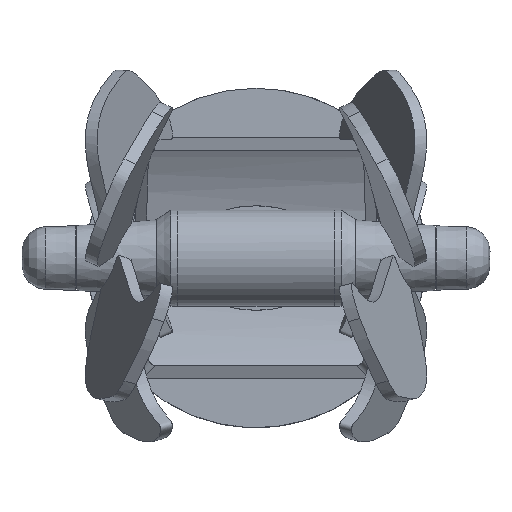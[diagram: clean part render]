
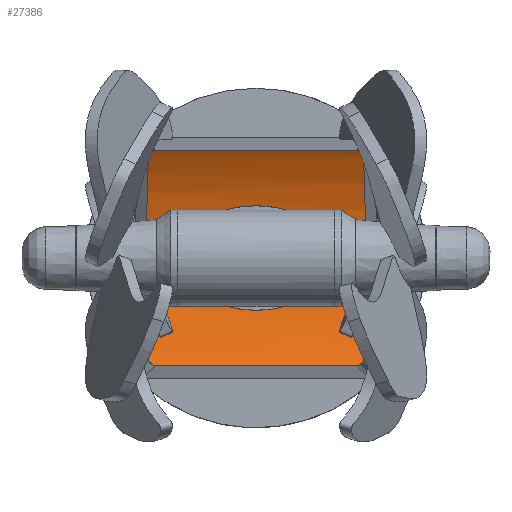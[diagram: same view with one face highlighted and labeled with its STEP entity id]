
A CAD part, front view. The second image highlights one B-rep face of the part: STEP entity #27386.
In plain terms, the highlighted cylindrical face has radius 160 mm (diameter 320 mm), a partial arc.
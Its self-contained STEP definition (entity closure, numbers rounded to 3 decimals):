
#105=CYLINDRICAL_SURFACE('',#28874,160.);
#2897=LINE('',#45571,#4958);
#2898=LINE('',#45597,#4959);
#4958=VECTOR('',#32733,10.);
#4959=VECTOR('',#32736,10.);
#6886=FACE_OUTER_BOUND('',#8418,.T.);
#8418=EDGE_LOOP('',(#19269,#19270,#19271,#19272,#19273,#19274,#19275,#19276));
#9839=B_SPLINE_CURVE_WITH_KNOTS('',3,(#45560,#45561,#45562,#45563,#45564,
#45565,#45566,#45567,#45568,#45569),.UNSPECIFIED.,.F.,.F.,(4,2,2,2,4),(1.581,
1.776,1.971,2.177,2.379),
 .UNSPECIFIED.);
#9840=B_SPLINE_CURVE_WITH_KNOTS('',3,(#45573,#45574,#45575,#45576,#45577,
#45578,#45579,#45580,#45581,#45582),.UNSPECIFIED.,.F.,.F.,(4,2,2,2,4),(0.785,
0.991,1.202,1.392,1.583),
 .UNSPECIFIED.);
#9841=B_SPLINE_CURVE_WITH_KNOTS('',3,(#45586,#45587,#45588,#45589,#45590,
#45591,#45592,#45593,#45594,#45595),.UNSPECIFIED.,.F.,.F.,(4,2,2,2,4),(0.,
0.195,0.391,0.596,0.798),
 .UNSPECIFIED.);
#9842=B_SPLINE_CURVE_WITH_KNOTS('',3,(#45599,#45600,#45601,#45602,#45603,
#45604,#45605,#45606,#45607,#45608),.UNSPECIFIED.,.F.,.F.,(4,2,2,2,4),(2.365,
2.567,2.772,2.968,3.163),
 .UNSPECIFIED.);
#10063=ELLIPSE('',#28875,160.54,160.);
#10064=ELLIPSE('',#28876,160.54,160.);
#10976=VERTEX_POINT('',#45558);
#10977=VERTEX_POINT('',#45559);
#10978=VERTEX_POINT('',#45570);
#10979=VERTEX_POINT('',#45572);
#10980=VERTEX_POINT('',#45583);
#10981=VERTEX_POINT('',#45585);
#10982=VERTEX_POINT('',#45596);
#10983=VERTEX_POINT('',#45598);
#14018=EDGE_CURVE('',#10976,#10977,#9839,.T.);
#14019=EDGE_CURVE('',#10978,#10976,#2897,.T.);
#14020=EDGE_CURVE('',#10979,#10978,#9840,.T.);
#14021=EDGE_CURVE('',#10980,#10979,#10063,.T.);
#14022=EDGE_CURVE('',#10981,#10980,#9841,.T.);
#14023=EDGE_CURVE('',#10982,#10981,#2898,.T.);
#14024=EDGE_CURVE('',#10983,#10982,#9842,.T.);
#14025=EDGE_CURVE('',#10977,#10983,#10064,.T.);
#19269=ORIENTED_EDGE('',*,*,#14018,.F.);
#19270=ORIENTED_EDGE('',*,*,#14019,.F.);
#19271=ORIENTED_EDGE('',*,*,#14020,.F.);
#19272=ORIENTED_EDGE('',*,*,#14021,.F.);
#19273=ORIENTED_EDGE('',*,*,#14022,.F.);
#19274=ORIENTED_EDGE('',*,*,#14023,.F.);
#19275=ORIENTED_EDGE('',*,*,#14024,.F.);
#19276=ORIENTED_EDGE('',*,*,#14025,.F.);
#27386=ADVANCED_FACE('',(#6886),#105,.F.);
#28874=AXIS2_PLACEMENT_3D('',#45557,#32731,#32732);
#28875=AXIS2_PLACEMENT_3D('',#45584,#32734,#32735);
#28876=AXIS2_PLACEMENT_3D('',#45609,#32737,#32738);
#32731=DIRECTION('center_axis',(1.,0.,0.));
#32732=DIRECTION('ref_axis',(0.,-0.861,0.509));
#32733=DIRECTION('',(1.,0.,0.));
#32734=DIRECTION('center_axis',(0.997,0.082,0.));
#32735=DIRECTION('ref_axis',(0.082,-0.997,0.));
#32736=DIRECTION('',(-1.,0.,0.));
#32737=DIRECTION('center_axis',(-0.997,0.082,0.));
#32738=DIRECTION('ref_axis',(-0.082,-0.997,0.));
#45557=CARTESIAN_POINT('Origin',(-110.6,0.,
0.));
#45558=CARTESIAN_POINT('',(-34.113,137.705,81.47));
#45559=CARTESIAN_POINT('',(-28.907,140.412,76.71));
#45560=CARTESIAN_POINT('Ctrl Pts',(-34.113,137.705,81.47));
#45561=CARTESIAN_POINT('Ctrl Pts',(-33.462,137.705,81.47));
#45562=CARTESIAN_POINT('Ctrl Pts',(-32.775,137.781,81.342));
#45563=CARTESIAN_POINT('Ctrl Pts',(-31.521,138.072,80.846));
#45564=CARTESIAN_POINT('Ctrl Pts',(-30.955,138.287,80.479));
#45565=CARTESIAN_POINT('Ctrl Pts',(-30.038,138.774,79.637));
#45566=CARTESIAN_POINT('Ctrl Pts',(-29.633,139.084,79.096));
#45567=CARTESIAN_POINT('Ctrl Pts',(-29.083,139.742,77.927));
#45568=CARTESIAN_POINT('Ctrl Pts',(-28.934,140.089,77.301));
#45569=CARTESIAN_POINT('Ctrl Pts',(-28.907,140.412,76.71));
#45570=CARTESIAN_POINT('',(-187.087,137.705,81.47));
#45571=CARTESIAN_POINT('',(-156.35,137.705,81.47));
#45572=CARTESIAN_POINT('',(-192.293,140.412,76.71));
#45573=CARTESIAN_POINT('Ctrl Pts',(-192.293,140.412,76.71));
#45574=CARTESIAN_POINT('Ctrl Pts',(-192.266,140.081,77.315));
#45575=CARTESIAN_POINT('Ctrl Pts',(-192.11,139.726,77.956));
#45576=CARTESIAN_POINT('Ctrl Pts',(-191.537,139.055,79.146));
#45577=CARTESIAN_POINT('Ctrl Pts',(-191.114,138.741,79.695));
#45578=CARTESIAN_POINT('Ctrl Pts',(-190.181,138.262,80.523));
#45579=CARTESIAN_POINT('Ctrl Pts',(-189.622,138.056,80.875));
#45580=CARTESIAN_POINT('Ctrl Pts',(-188.393,137.777,81.348));
#45581=CARTESIAN_POINT('Ctrl Pts',(-187.722,137.705,81.47));
#45582=CARTESIAN_POINT('Ctrl Pts',(-187.087,137.705,81.47));
#45583=CARTESIAN_POINT('',(-192.293,140.412,-76.71));
#45584=CARTESIAN_POINT('Origin',(-180.749,0.,
0.));
#45585=CARTESIAN_POINT('',(-187.087,137.705,-81.47));
#45586=CARTESIAN_POINT('Ctrl Pts',(-187.087,137.705,-81.47));
#45587=CARTESIAN_POINT('Ctrl Pts',(-187.738,137.705,-81.47));
#45588=CARTESIAN_POINT('Ctrl Pts',(-188.425,137.781,-81.342));
#45589=CARTESIAN_POINT('Ctrl Pts',(-189.679,138.072,-80.846));
#45590=CARTESIAN_POINT('Ctrl Pts',(-190.245,138.287,-80.479));
#45591=CARTESIAN_POINT('Ctrl Pts',(-191.162,138.774,-79.637));
#45592=CARTESIAN_POINT('Ctrl Pts',(-191.567,139.084,-79.096));
#45593=CARTESIAN_POINT('Ctrl Pts',(-192.117,139.742,-77.927));
#45594=CARTESIAN_POINT('Ctrl Pts',(-192.266,140.089,-77.301));
#45595=CARTESIAN_POINT('Ctrl Pts',(-192.293,140.412,-76.71));
#45596=CARTESIAN_POINT('',(-34.113,137.705,-81.47));
#45597=CARTESIAN_POINT('',(-64.85,137.705,-81.47));
#45598=CARTESIAN_POINT('',(-28.907,140.412,-76.71));
#45599=CARTESIAN_POINT('Ctrl Pts',(-28.907,140.412,-76.71));
#45600=CARTESIAN_POINT('Ctrl Pts',(-28.934,140.089,-77.301));
#45601=CARTESIAN_POINT('Ctrl Pts',(-29.083,139.742,-77.927));
#45602=CARTESIAN_POINT('Ctrl Pts',(-29.633,139.084,-79.096));
#45603=CARTESIAN_POINT('Ctrl Pts',(-30.038,138.774,-79.637));
#45604=CARTESIAN_POINT('Ctrl Pts',(-30.955,138.287,-80.479));
#45605=CARTESIAN_POINT('Ctrl Pts',(-31.521,138.072,-80.846));
#45606=CARTESIAN_POINT('Ctrl Pts',(-32.775,137.781,-81.342));
#45607=CARTESIAN_POINT('Ctrl Pts',(-33.462,137.705,-81.47));
#45608=CARTESIAN_POINT('Ctrl Pts',(-34.113,137.705,-81.47));
#45609=CARTESIAN_POINT('Origin',(-40.451,0.,
0.));
